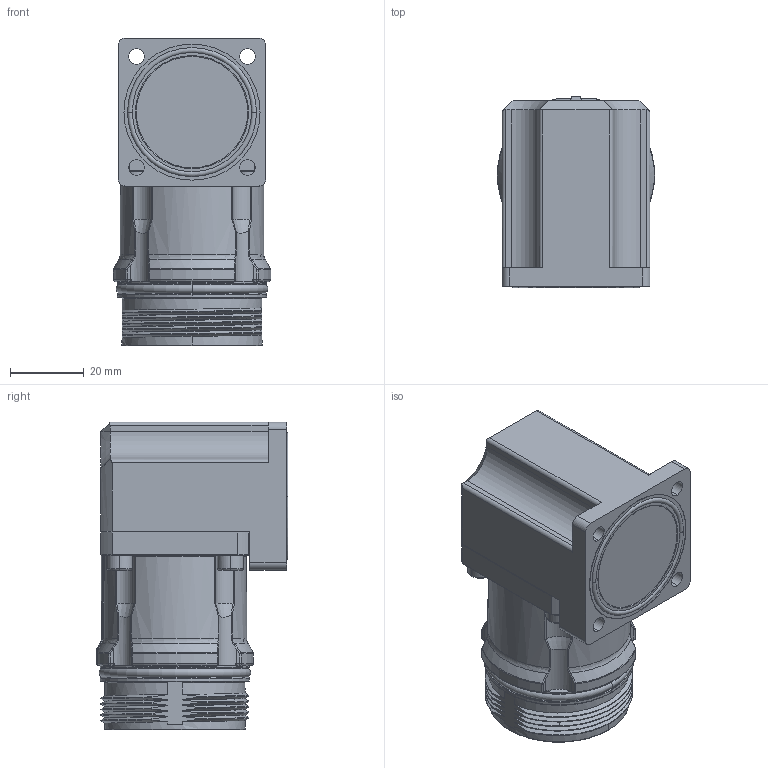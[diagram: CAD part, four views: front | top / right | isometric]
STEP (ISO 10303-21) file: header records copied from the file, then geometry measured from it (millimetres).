
FILE_DESCRIPTION((''),'2;1');
FILE_NAME('1613526','2015-10-02T',('feitelbuss'),(''),'PRO/ENGINEER BY PARAMETRIC TECHNOLOGY CORPORATION, 2014200','PRO/ENGINEER BY PARAMETRIC TECHNOLOGY CORPORATION, 2014200','');
FILE_SCHEMA(('AUTOMOTIVE_DESIGN { 1 0 10303 214 1 1 1 1 }'));
Length unit declared in the file: millimetre
Products named in the file (1): 1613526
Bounding box: 42.46 x 51.85 x 83.2 mm (x, y, z)
Volume: 104354.7 mm3; surface area: 22684.2 mm2
Topology: 1 solids, 2 shells, 698 faces, 1735 edges, 1079 vertices
Faces by surface type: plane 254, cylinder 183, bspline 132, torus 84, sphere 24, cone 21
Entity records: 27080 total; most frequent: CARTESIAN_POINT 11228, ORIENTED_EDGE 3470, DIRECTION 2991, EDGE_CURVE 1735, AXIS2_PLACEMENT_3D 1102, VERTEX_POINT 1079, VECTOR 787, LINE 787
